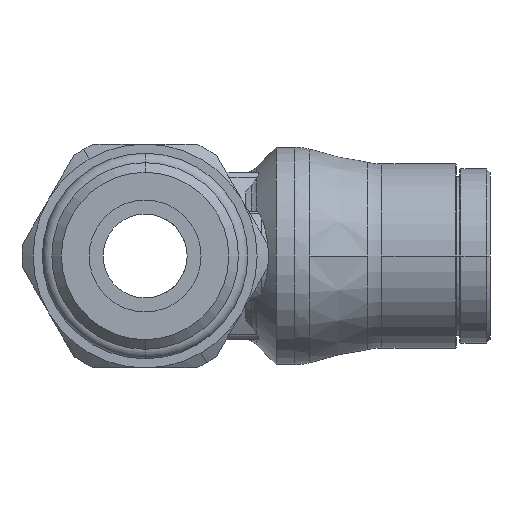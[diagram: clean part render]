
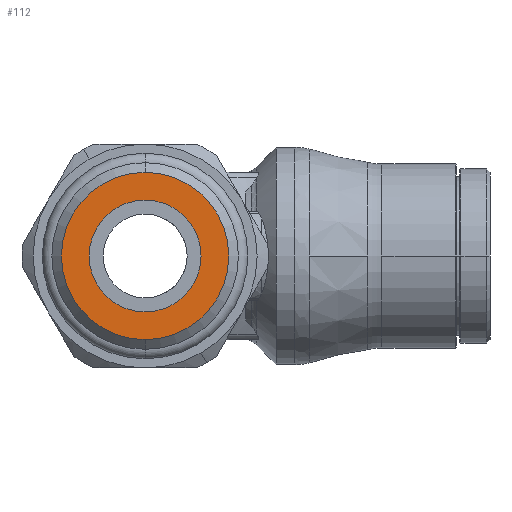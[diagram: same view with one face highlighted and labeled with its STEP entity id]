
A CAD part, left-side view. The second image highlights one B-rep face of the part: STEP entity #112.
In plain terms, the highlighted planar face has unit normal (-1, 0, 0).
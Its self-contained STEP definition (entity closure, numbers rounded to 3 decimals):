
#112=ADVANCED_FACE('',(#406,#407),#408,.T.);
#406=FACE_BOUND('',#869,.T.);
#407=FACE_OUTER_BOUND('',#870,.T.);
#408=PLANE('',#871);
#869=EDGE_LOOP('',(#1725,#1726));
#870=EDGE_LOOP('',(#1727,#1728));
#871=AXIS2_PLACEMENT_3D('',#1729,#1730,#1731);
#1725=ORIENTED_EDGE('',*,*,#3267,.T.);
#1726=ORIENTED_EDGE('',*,*,#3297,.T.);
#1727=ORIENTED_EDGE('',*,*,#3258,.F.);
#1728=ORIENTED_EDGE('',*,*,#3302,.F.);
#1729=CARTESIAN_POINT('',(-44.0,0.0,3.738));
#1730=DIRECTION('',(-1.0,0.,0.));
#1731=DIRECTION('',(0.,0.0,-1.0));
#3258=EDGE_CURVE('',#4028,#4030,#4031,.T.);
#3267=EDGE_CURVE('',#4046,#4043,#4047,.T.);
#3297=EDGE_CURVE('',#4043,#4046,#4094,.T.);
#3302=EDGE_CURVE('',#4030,#4028,#4099,.T.);
#4028=VERTEX_POINT('',#5534);
#4030=VERTEX_POINT('',#5537);
#4031=CIRCLE('',#5538,7.475);
#4043=VERTEX_POINT('',#5553);
#4046=VERTEX_POINT('',#5557);
#4047=CIRCLE('',#5558,4.999);
#4094=CIRCLE('',#5616,4.999);
#4099=CIRCLE('',#5621,7.475);
#5534=CARTESIAN_POINT('',(-44.0,0.0,7.475));
#5537=CARTESIAN_POINT('',(-44.0,0.,-7.475));
#5538=AXIS2_PLACEMENT_3D('',#7985,#7986,#7987);
#5553=CARTESIAN_POINT('',(-44.0,0.,4.999));
#5557=CARTESIAN_POINT('',(-44.0,0.,-4.999));
#5558=AXIS2_PLACEMENT_3D('',#8004,#8005,#8006);
#5616=AXIS2_PLACEMENT_3D('',#8072,#8073,#8074);
#5621=AXIS2_PLACEMENT_3D('',#8087,#8088,#8089);
#7985=CARTESIAN_POINT('',(-44.0,0.0,0.));
#7986=DIRECTION('',(1.0,0.,0.));
#7987=DIRECTION('',(0.,0.,1.0));
#8004=CARTESIAN_POINT('',(-44.0,0.0,0.));
#8005=DIRECTION('',(1.0,0.,0.));
#8006=DIRECTION('',(0.,0.,1.0));
#8072=CARTESIAN_POINT('',(-44.0,0.0,0.));
#8073=DIRECTION('',(1.0,0.,0.));
#8074=DIRECTION('',(0.,0.,1.0));
#8087=CARTESIAN_POINT('',(-44.0,0.0,0.));
#8088=DIRECTION('',(1.0,0.,0.));
#8089=DIRECTION('',(0.,0.,1.0));
